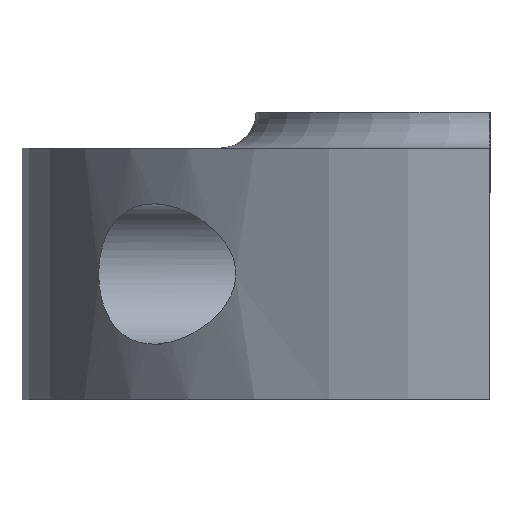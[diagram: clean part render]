
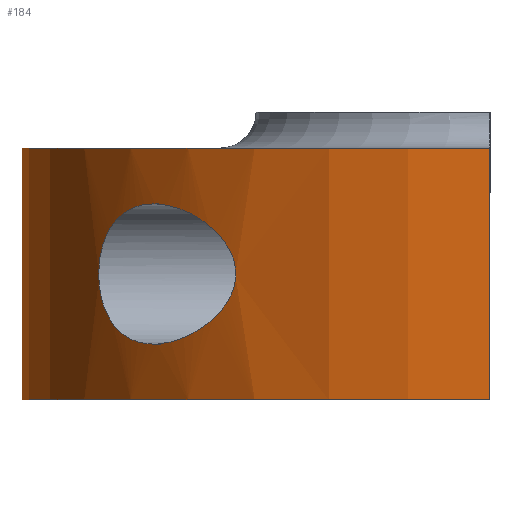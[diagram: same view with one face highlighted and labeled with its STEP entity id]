
A CAD part, left-side view. The second image highlights one B-rep face of the part: STEP entity #184.
In plain terms, the highlighted cylindrical face has radius 13.5 mm (diameter 27 mm), a partial arc.
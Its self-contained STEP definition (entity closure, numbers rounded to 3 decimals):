
#16=FACE_BOUND('',#71,.T.);
#17=FACE_BOUND('',#72,.T.);
#22=CYLINDRICAL_SURFACE('',#215,13.5);
#32=LINE('',#404,#44);
#33=LINE('',#408,#45);
#44=VECTOR('',#258,10.);
#45=VECTOR('',#263,10.);
#59=FACE_OUTER_BOUND('',#70,.T.);
#70=EDGE_LOOP('',(#159,#160,#161,#162));
#71=EDGE_LOOP('',(#163));
#72=EDGE_LOOP('',(#164));
#79=CIRCLE('',#207,13.5);
#83=CIRCLE('',#216,13.5);
#86=B_SPLINE_CURVE_WITH_KNOTS('',3,(#314,#315,#316,#317,#318,#319,#320,
#321,#322,#323,#324,#325,#326,#327,#328,#329,#330,#331,#332,#333,#334,#335,
#336,#337,#338,#339,#340,#341,#342,#343,#344,#345,#346,#347,#348,#349,#350,
#351),.UNSPECIFIED.,.T.,.F.,(4,2,2,2,2,2,2,2,2,2,2,2,2,2,2,2,2,2,4),(0.,
0.072,0.144,0.24,0.336,
0.449,0.561,0.637,0.674,
0.712,0.75,0.787,0.863,
0.975,1.088,1.184,1.28,1.352,
1.424),.UNSPECIFIED.);
#87=B_SPLINE_CURVE_WITH_KNOTS('',3,(#357,#358,#359,#360,#361,#362,#363,
#364,#365,#366,#367,#368,#369,#370,#371,#372,#373,#374,#375,#376,#377,#378,
#379,#380,#381,#382,#383,#384,#385,#386,#387,#388,#389,#390,#391,#392,#393,
#394),.UNSPECIFIED.,.T.,.F.,(4,2,2,2,2,2,2,2,2,2,2,2,2,2,2,2,2,2,4),(0.,
0.058,0.115,0.187,0.258,
0.423,0.587,0.651,0.684,
0.716,0.748,0.78,0.844,
1.008,1.173,1.244,1.316,1.374,
1.431),.UNSPECIFIED.);
#94=VERTEX_POINT('',#304);
#95=VERTEX_POINT('',#306);
#97=VERTEX_POINT('',#312);
#99=VERTEX_POINT('',#355);
#102=VERTEX_POINT('',#402);
#103=VERTEX_POINT('',#406);
#112=EDGE_CURVE('',#94,#95,#79,.T.);
#116=EDGE_CURVE('',#97,#97,#86,.T.);
#119=EDGE_CURVE('',#99,#99,#87,.T.);
#124=EDGE_CURVE('',#102,#95,#32,.T.);
#125=EDGE_CURVE('',#103,#102,#83,.T.);
#126=EDGE_CURVE('',#103,#94,#33,.T.);
#159=ORIENTED_EDGE('',*,*,#125,.T.);
#160=ORIENTED_EDGE('',*,*,#124,.T.);
#161=ORIENTED_EDGE('',*,*,#112,.F.);
#162=ORIENTED_EDGE('',*,*,#126,.F.);
#163=ORIENTED_EDGE('',*,*,#116,.T.);
#164=ORIENTED_EDGE('',*,*,#119,.T.);
#184=ADVANCED_FACE('',(#59,#16,#17),#22,.T.);
#207=AXIS2_PLACEMENT_3D('',#307,#236,#237);
#215=AXIS2_PLACEMENT_3D('',#405,#259,#260);
#216=AXIS2_PLACEMENT_3D('',#407,#261,#262);
#236=DIRECTION('center_axis',(0.,0.,1.));
#237=DIRECTION('ref_axis',(0.999,0.037,0.));
#258=DIRECTION('',(0.,0.,1.));
#259=DIRECTION('center_axis',(0.,0.,1.));
#260=DIRECTION('ref_axis',(0.999,0.037,0.));
#261=DIRECTION('center_axis',(0.,0.,1.));
#262=DIRECTION('ref_axis',(0.999,0.037,0.));
#263=DIRECTION('',(0.,0.,1.));
#304=CARTESIAN_POINT('',(13.491,0.5,7.));
#306=CARTESIAN_POINT('',(-13.491,0.5,7.));
#307=CARTESIAN_POINT('Origin',(0.,0.,7.));
#312=CARTESIAN_POINT('',(-7.283,11.367,3.5));
#314=CARTESIAN_POINT('Ctrl Pts',(-7.283,11.367,3.5));
#315=CARTESIAN_POINT('Ctrl Pts',(-7.283,11.367,3.74));
#316=CARTESIAN_POINT('Ctrl Pts',(-7.33,11.337,3.993));
#317=CARTESIAN_POINT('Ctrl Pts',(-7.512,11.217,4.45));
#318=CARTESIAN_POINT('Ctrl Pts',(-7.647,11.127,4.655));
#319=CARTESIAN_POINT('Ctrl Pts',(-7.988,10.886,5.029));
#320=CARTESIAN_POINT('Ctrl Pts',(-8.231,10.705,5.195));
#321=CARTESIAN_POINT('Ctrl Pts',(-8.737,10.297,5.406));
#322=CARTESIAN_POINT('Ctrl Pts',(-8.999,10.068,5.45));
#323=CARTESIAN_POINT('Ctrl Pts',(-9.506,9.593,5.45));
#324=CARTESIAN_POINT('Ctrl Pts',(-9.789,9.305,5.39));
#325=CARTESIAN_POINT('Ctrl Pts',(-10.303,8.732,5.154));
#326=CARTESIAN_POINT('Ctrl Pts',(-10.535,8.447,4.979));
#327=CARTESIAN_POINT('Ctrl Pts',(-10.844,8.043,4.615));
#328=CARTESIAN_POINT('Ctrl Pts',(-10.963,7.879,4.428));
#329=CARTESIAN_POINT('Ctrl Pts',(-11.09,7.698,4.105));
#330=CARTESIAN_POINT('Ctrl Pts',(-11.124,7.649,3.99));
#331=CARTESIAN_POINT('Ctrl Pts',(-11.171,7.581,3.75));
#332=CARTESIAN_POINT('Ctrl Pts',(-11.183,7.563,3.626));
#333=CARTESIAN_POINT('Ctrl Pts',(-11.183,7.563,3.374));
#334=CARTESIAN_POINT('Ctrl Pts',(-11.171,7.581,3.25));
#335=CARTESIAN_POINT('Ctrl Pts',(-11.124,7.649,3.01));
#336=CARTESIAN_POINT('Ctrl Pts',(-11.09,7.698,2.895));
#337=CARTESIAN_POINT('Ctrl Pts',(-10.963,7.879,2.572));
#338=CARTESIAN_POINT('Ctrl Pts',(-10.844,8.043,2.385));
#339=CARTESIAN_POINT('Ctrl Pts',(-10.535,8.447,2.021));
#340=CARTESIAN_POINT('Ctrl Pts',(-10.303,8.732,1.846));
#341=CARTESIAN_POINT('Ctrl Pts',(-9.789,9.305,1.61));
#342=CARTESIAN_POINT('Ctrl Pts',(-9.506,9.593,1.55));
#343=CARTESIAN_POINT('Ctrl Pts',(-8.999,10.068,1.55));
#344=CARTESIAN_POINT('Ctrl Pts',(-8.737,10.297,1.594));
#345=CARTESIAN_POINT('Ctrl Pts',(-8.231,10.705,1.805));
#346=CARTESIAN_POINT('Ctrl Pts',(-7.988,10.886,1.971));
#347=CARTESIAN_POINT('Ctrl Pts',(-7.647,11.127,2.345));
#348=CARTESIAN_POINT('Ctrl Pts',(-7.512,11.217,2.55));
#349=CARTESIAN_POINT('Ctrl Pts',(-7.33,11.337,3.007));
#350=CARTESIAN_POINT('Ctrl Pts',(-7.283,11.367,3.26));
#351=CARTESIAN_POINT('Ctrl Pts',(-7.283,11.367,3.5));
#355=CARTESIAN_POINT('',(7.283,11.367,3.5));
#357=CARTESIAN_POINT('Ctrl Pts',(7.283,11.367,3.5));
#358=CARTESIAN_POINT('Ctrl Pts',(7.283,11.367,3.308));
#359=CARTESIAN_POINT('Ctrl Pts',(7.313,11.348,3.103));
#360=CARTESIAN_POINT('Ctrl Pts',(7.435,11.269,2.719));
#361=CARTESIAN_POINT('Ctrl Pts',(7.526,11.208,2.54));
#362=CARTESIAN_POINT('Ctrl Pts',(7.754,11.052,2.21));
#363=CARTESIAN_POINT('Ctrl Pts',(7.917,10.937,2.045));
#364=CARTESIAN_POINT('Ctrl Pts',(8.272,10.671,1.789));
#365=CARTESIAN_POINT('Ctrl Pts',(8.465,10.519,1.698));
#366=CARTESIAN_POINT('Ctrl Pts',(9.052,10.029,1.511));
#367=CARTESIAN_POINT('Ctrl Pts',(9.479,9.629,1.524));
#368=CARTESIAN_POINT('Ctrl Pts',(10.24,8.815,1.783));
#369=CARTESIAN_POINT('Ctrl Pts',(10.576,8.401,2.021));
#370=CARTESIAN_POINT('Ctrl Pts',(10.923,7.935,2.513));
#371=CARTESIAN_POINT('Ctrl Pts',(11.016,7.805,2.685));
#372=CARTESIAN_POINT('Ctrl Pts',(11.113,7.665,2.974));
#373=CARTESIAN_POINT('Ctrl Pts',(11.139,7.627,3.076));
#374=CARTESIAN_POINT('Ctrl Pts',(11.174,7.576,3.286));
#375=CARTESIAN_POINT('Ctrl Pts',(11.183,7.563,3.393));
#376=CARTESIAN_POINT('Ctrl Pts',(11.183,7.563,3.607));
#377=CARTESIAN_POINT('Ctrl Pts',(11.174,7.576,3.714));
#378=CARTESIAN_POINT('Ctrl Pts',(11.139,7.627,3.924));
#379=CARTESIAN_POINT('Ctrl Pts',(11.113,7.665,4.026));
#380=CARTESIAN_POINT('Ctrl Pts',(11.016,7.805,4.315));
#381=CARTESIAN_POINT('Ctrl Pts',(10.923,7.935,4.487));
#382=CARTESIAN_POINT('Ctrl Pts',(10.576,8.401,4.979));
#383=CARTESIAN_POINT('Ctrl Pts',(10.24,8.815,5.217));
#384=CARTESIAN_POINT('Ctrl Pts',(9.479,9.629,5.476));
#385=CARTESIAN_POINT('Ctrl Pts',(9.052,10.029,5.489));
#386=CARTESIAN_POINT('Ctrl Pts',(8.465,10.519,5.302));
#387=CARTESIAN_POINT('Ctrl Pts',(8.272,10.671,5.211));
#388=CARTESIAN_POINT('Ctrl Pts',(7.917,10.937,4.955));
#389=CARTESIAN_POINT('Ctrl Pts',(7.754,11.052,4.79));
#390=CARTESIAN_POINT('Ctrl Pts',(7.526,11.208,4.46));
#391=CARTESIAN_POINT('Ctrl Pts',(7.435,11.269,4.281));
#392=CARTESIAN_POINT('Ctrl Pts',(7.313,11.348,3.897));
#393=CARTESIAN_POINT('Ctrl Pts',(7.283,11.367,3.692));
#394=CARTESIAN_POINT('Ctrl Pts',(7.283,11.367,3.5));
#402=CARTESIAN_POINT('',(-13.491,0.5,0.));
#404=CARTESIAN_POINT('',(-13.491,0.5,0.));
#405=CARTESIAN_POINT('Origin',(0.,0.,0.));
#406=CARTESIAN_POINT('',(13.491,0.5,0.));
#407=CARTESIAN_POINT('Origin',(0.,0.,0.));
#408=CARTESIAN_POINT('',(13.491,0.5,0.));
